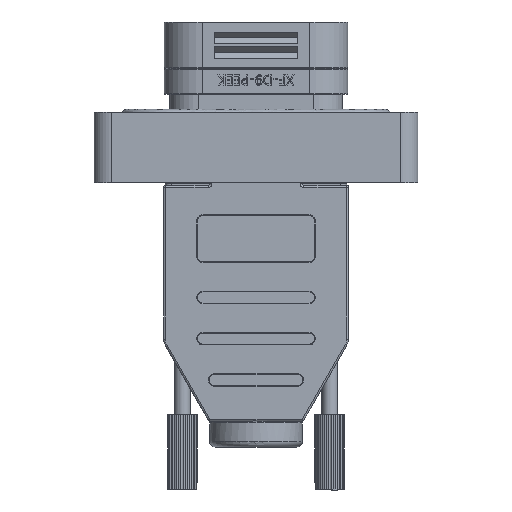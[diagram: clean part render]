
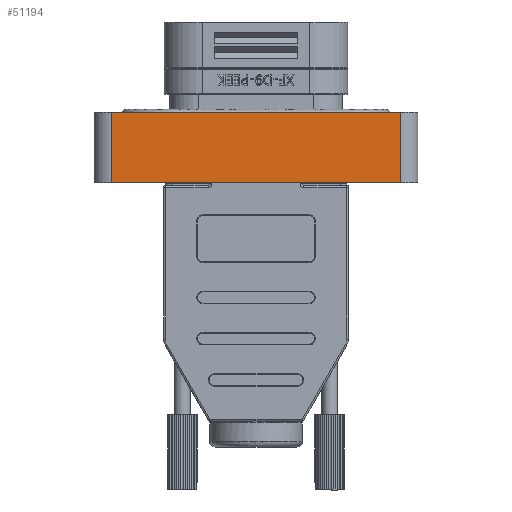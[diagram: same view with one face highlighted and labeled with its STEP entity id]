
A CAD part, front view. The second image highlights one B-rep face of the part: STEP entity #51194.
In plain terms, the highlighted planar face has unit normal (0, -1, 0).
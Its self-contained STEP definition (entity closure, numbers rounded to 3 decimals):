
#2352 = VECTOR ( 'NONE', #4450, 1000. ) ;
#3196 = EDGE_CURVE ( 'NONE', #22341, #17435, #4238, .T. ) ;
#4238 = LINE ( 'NONE', #23200, #4764 ) ;
#4450 = DIRECTION ( 'NONE',  ( 0., 0., -1. ) ) ;
#4764 = VECTOR ( 'NONE', #42076, 1000. ) ;
#5972 = VERTEX_POINT ( 'NONE', #33488 ) ;
#6608 = DIRECTION ( 'NONE',  ( -1., 0., 0. ) ) ;
#12396 = EDGE_CURVE ( 'NONE', #5972, #17435, #25260, .T. ) ;
#13322 = VECTOR ( 'NONE', #6608, 1000. ) ;
#14650 = CARTESIAN_POINT ( 'NONE',  ( 0., -17., -9. ) ) ;
#15282 = EDGE_LOOP ( 'NONE', ( #17593, #26961, #23054, #37329 ) ) ;
#17435 = VERTEX_POINT ( 'NONE', #60528 ) ;
#17593 = ORIENTED_EDGE ( 'NONE', *, *, #12396, .F. ) ;
#20897 = DIRECTION ( 'NONE',  ( 1., 0., 0. ) ) ;
#22341 = VERTEX_POINT ( 'NONE', #56813 ) ;
#23054 = ORIENTED_EDGE ( 'NONE', *, *, #55425, .F. ) ;
#23200 = CARTESIAN_POINT ( 'NONE',  ( 24.5, -17., 0. ) ) ;
#23892 = VERTEX_POINT ( 'NONE', #32364 ) ;
#25260 = LINE ( 'NONE', #35147, #29999 ) ;
#26961 = ORIENTED_EDGE ( 'NONE', *, *, #41524, .T. ) ;
#29773 = DIRECTION ( 'NONE',  ( 1., 0., 0. ) ) ;
#29999 = VECTOR ( 'NONE', #20897, 1000. ) ;
#32364 = CARTESIAN_POINT ( 'NONE',  ( -24.5, -17., -12. ) ) ;
#32652 = CARTESIAN_POINT ( 'NONE',  ( -24.5, -17., -9. ) ) ;
#33488 = CARTESIAN_POINT ( 'NONE',  ( -24.5, -17., 0. ) ) ;
#33565 = DIRECTION ( 'NONE',  ( 0., -1., 0. ) ) ;
#35147 = CARTESIAN_POINT ( 'NONE',  ( 0., -17., 0. ) ) ;
#37307 = LINE ( 'NONE', #32652, #2352 ) ;
#37329 = ORIENTED_EDGE ( 'NONE', *, *, #3196, .T. ) ;
#38826 = LINE ( 'NONE', #49099, #13322 ) ;
#41524 = EDGE_CURVE ( 'NONE', #5972, #23892, #37307, .T. ) ;
#42076 = DIRECTION ( 'NONE',  ( 0., 0., 1. ) ) ;
#46915 = PLANE ( 'NONE',  #51730 ) ;
#49099 = CARTESIAN_POINT ( 'NONE',  ( 0., -17., -12. ) ) ;
#51194 = ADVANCED_FACE ( 'NONE', ( #56211 ), #46915, .T. ) ;
#51730 = AXIS2_PLACEMENT_3D ( 'NONE', #14650, #33565, #29773 ) ;
#55425 = EDGE_CURVE ( 'NONE', #22341, #23892, #38826, .T. ) ;
#56211 = FACE_OUTER_BOUND ( 'NONE', #15282, .T. ) ;
#56813 = CARTESIAN_POINT ( 'NONE',  ( 24.5, -17., -12. ) ) ;
#60528 = CARTESIAN_POINT ( 'NONE',  ( 24.5, -17., 0. ) ) ;
